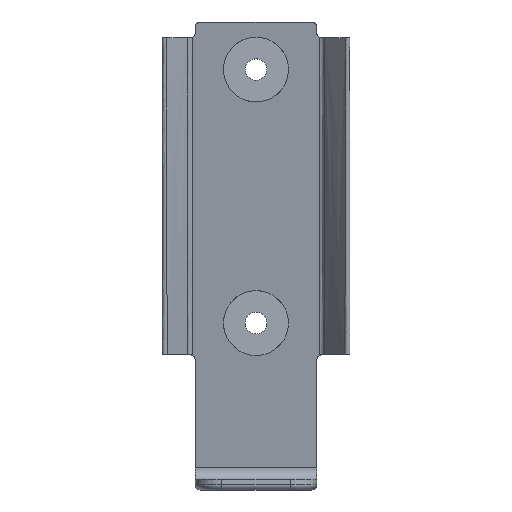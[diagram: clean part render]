
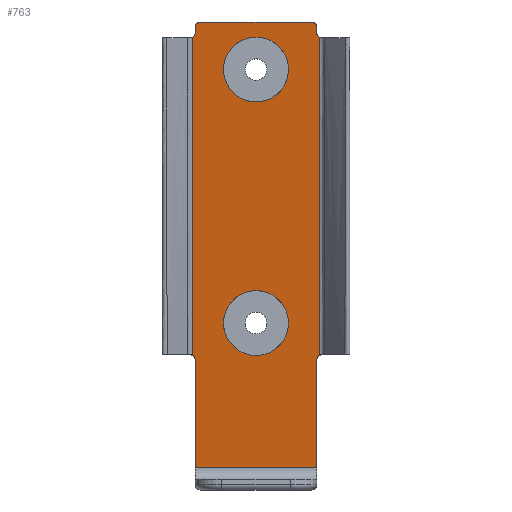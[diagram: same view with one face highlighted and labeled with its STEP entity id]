
A CAD part, top view. The second image highlights one B-rep face of the part: STEP entity #763.
In plain terms, the highlighted planar face has unit normal (0, -0.155, 0.988).
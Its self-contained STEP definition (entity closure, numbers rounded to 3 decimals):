
#26=B_SPLINE_CURVE_WITH_KNOTS('',3,(#1284,#1285,#1286,#1287),
 .UNSPECIFIED.,.F.,.F.,(4,4),(-6.099,0.002),
 .UNSPECIFIED.);
#37=B_SPLINE_CURVE_WITH_KNOTS('',3,(#1499,#1500,#1501,#1502),
 .UNSPECIFIED.,.F.,.F.,(4,4),(-6.072,0.028),
 .UNSPECIFIED.);
#55=ELLIPSE('',#813,6.225,6.15);
#56=ELLIPSE('',#815,6.225,6.15);
#57=ELLIPSE('',#826,1.012,1.);
#58=ELLIPSE('',#827,1.012,1.);
#59=ELLIPSE('',#828,1.012,1.);
#60=ELLIPSE('',#829,1.012,1.);
#61=ELLIPSE('',#830,1.012,1.);
#62=ELLIPSE('',#831,1.012,1.);
#73=LINE('',#1513,#125);
#74=LINE('',#1517,#126);
#75=LINE('',#1521,#127);
#76=LINE('',#1526,#128);
#77=LINE('',#1528,#129);
#78=LINE('',#1530,#130);
#125=VECTOR('',#927,10.);
#126=VECTOR('',#930,10.);
#127=VECTOR('',#933,10.);
#128=VECTOR('',#938,10.);
#129=VECTOR('',#939,10.);
#130=VECTOR('',#940,10.);
#185=FACE_BOUND('',#248,.T.);
#186=FACE_BOUND('',#249,.T.);
#201=FACE_OUTER_BOUND('',#247,.T.);
#247=EDGE_LOOP('',(#555,#556,#557,#558,#559,#560,#561,#562,#563,#564,#565,
#566,#567,#568));
#248=EDGE_LOOP('',(#569));
#249=EDGE_LOOP('',(#570));
#311=VERTEX_POINT('',#1080);
#312=VERTEX_POINT('',#1084);
#327=VERTEX_POINT('',#1274);
#328=VERTEX_POINT('',#1283);
#339=VERTEX_POINT('',#1478);
#340=VERTEX_POINT('',#1498);
#341=VERTEX_POINT('',#1510);
#342=VERTEX_POINT('',#1512);
#343=VERTEX_POINT('',#1514);
#344=VERTEX_POINT('',#1516);
#345=VERTEX_POINT('',#1518);
#346=VERTEX_POINT('',#1520);
#347=VERTEX_POINT('',#1523);
#348=VERTEX_POINT('',#1525);
#349=VERTEX_POINT('',#1527);
#350=VERTEX_POINT('',#1529);
#388=EDGE_CURVE('',#311,#311,#55,.T.);
#389=EDGE_CURVE('',#312,#312,#56,.T.);
#409=EDGE_CURVE('',#327,#328,#26,.T.);
#423=EDGE_CURVE('',#339,#340,#37,.T.);
#425=EDGE_CURVE('',#341,#339,#57,.T.);
#426=EDGE_CURVE('',#341,#342,#73,.T.);
#427=EDGE_CURVE('',#343,#342,#58,.T.);
#428=EDGE_CURVE('',#343,#344,#74,.T.);
#429=EDGE_CURVE('',#345,#344,#59,.T.);
#430=EDGE_CURVE('',#345,#346,#75,.T.);
#431=EDGE_CURVE('',#328,#346,#60,.T.);
#432=EDGE_CURVE('',#347,#327,#61,.T.);
#433=EDGE_CURVE('',#347,#348,#76,.T.);
#434=EDGE_CURVE('',#349,#348,#77,.T.);
#435=EDGE_CURVE('',#349,#350,#78,.T.);
#436=EDGE_CURVE('',#340,#350,#62,.T.);
#555=ORIENTED_EDGE('',*,*,#423,.F.);
#556=ORIENTED_EDGE('',*,*,#425,.F.);
#557=ORIENTED_EDGE('',*,*,#426,.T.);
#558=ORIENTED_EDGE('',*,*,#427,.F.);
#559=ORIENTED_EDGE('',*,*,#428,.T.);
#560=ORIENTED_EDGE('',*,*,#429,.F.);
#561=ORIENTED_EDGE('',*,*,#430,.T.);
#562=ORIENTED_EDGE('',*,*,#431,.F.);
#563=ORIENTED_EDGE('',*,*,#409,.F.);
#564=ORIENTED_EDGE('',*,*,#432,.F.);
#565=ORIENTED_EDGE('',*,*,#433,.T.);
#566=ORIENTED_EDGE('',*,*,#434,.F.);
#567=ORIENTED_EDGE('',*,*,#435,.T.);
#568=ORIENTED_EDGE('',*,*,#436,.F.);
#569=ORIENTED_EDGE('',*,*,#388,.T.);
#570=ORIENTED_EDGE('',*,*,#389,.T.);
#737=PLANE('',#825);
#763=ADVANCED_FACE('',(#201,#185,#186),#737,.T.);
#813=AXIS2_PLACEMENT_3D('',#1082,#890,#891);
#815=AXIS2_PLACEMENT_3D('',#1085,#894,#895);
#825=AXIS2_PLACEMENT_3D('',#1509,#923,#924);
#826=AXIS2_PLACEMENT_3D('',#1511,#925,#926);
#827=AXIS2_PLACEMENT_3D('',#1515,#928,#929);
#828=AXIS2_PLACEMENT_3D('',#1519,#931,#932);
#829=AXIS2_PLACEMENT_3D('',#1522,#934,#935);
#830=AXIS2_PLACEMENT_3D('',#1524,#936,#937);
#831=AXIS2_PLACEMENT_3D('',#1531,#941,#942);
#890=DIRECTION('center_axis',(0.,0.155,-0.988));
#891=DIRECTION('ref_axis',(0.,0.988,0.155));
#894=DIRECTION('center_axis',(0.,0.155,-0.988));
#895=DIRECTION('ref_axis',(0.,-0.988,-0.155));
#923=DIRECTION('center_axis',(0.,-0.155,0.988));
#924=DIRECTION('ref_axis',(1.,0.,0.));
#925=DIRECTION('center_axis',(0.,-0.155,0.988));
#926=DIRECTION('ref_axis',(0.,-0.988,-0.155));
#927=DIRECTION('',(0.,0.988,0.155));
#928=DIRECTION('center_axis',(0.,0.155,-0.988));
#929=DIRECTION('ref_axis',(0.,0.988,0.155));
#930=DIRECTION('',(-1.,0.,0.));
#931=DIRECTION('center_axis',(0.,0.155,-0.988));
#932=DIRECTION('ref_axis',(0.,0.988,0.155));
#933=DIRECTION('',(0.,-0.988,-0.155));
#934=DIRECTION('center_axis',(0.,-0.155,0.988));
#935=DIRECTION('ref_axis',(0.,-0.988,-0.155));
#936=DIRECTION('center_axis',(0.,-0.155,0.988));
#937=DIRECTION('ref_axis',(0.,0.988,0.155));
#938=DIRECTION('',(0.,-0.988,-0.155));
#939=DIRECTION('',(-1.,0.,0.));
#940=DIRECTION('',(0.,0.988,0.155));
#941=DIRECTION('center_axis',(0.,-0.155,0.988));
#942=DIRECTION('ref_axis',(0.,0.988,0.155));
#1080=CARTESIAN_POINT('',(-24.15,29.6,9.083));
#1082=CARTESIAN_POINT('Origin',(-18.,29.6,9.083));
#1084=CARTESIAN_POINT('',(-24.15,77.6,16.592));
#1085=CARTESIAN_POINT('Origin',(-18.,77.6,16.592));
#1274=CARTESIAN_POINT('',(-29.966,23.446,8.12));
#1283=CARTESIAN_POINT('',(-30.021,83.722,17.55));
#1284=CARTESIAN_POINT('Ctrl Pts',(-29.966,23.446,8.12));
#1285=CARTESIAN_POINT('Ctrl Pts',(-29.978,43.538,11.264));
#1286=CARTESIAN_POINT('Ctrl Pts',(-29.995,63.63,14.407));
#1287=CARTESIAN_POINT('Ctrl Pts',(-30.021,83.722,17.55));
#1478=CARTESIAN_POINT('',(-5.979,83.722,17.55));
#1498=CARTESIAN_POINT('',(-6.034,23.446,8.12));
#1499=CARTESIAN_POINT('Ctrl Pts',(-5.979,83.722,17.55));
#1500=CARTESIAN_POINT('Ctrl Pts',(-6.005,63.63,14.407));
#1501=CARTESIAN_POINT('Ctrl Pts',(-6.022,43.538,11.264));
#1502=CARTESIAN_POINT('Ctrl Pts',(-6.034,23.446,8.12));
#1509=CARTESIAN_POINT('Origin',(-18.,43.82,11.308));
#1510=CARTESIAN_POINT('',(-6.5,84.6,17.687));
#1511=CARTESIAN_POINT('Origin',(-5.5,84.6,17.687));
#1512=CARTESIAN_POINT('',(-6.5,85.6,17.844));
#1513=CARTESIAN_POINT('',(-6.5,21.393,7.799));
#1514=CARTESIAN_POINT('',(-7.5,86.6,18.));
#1515=CARTESIAN_POINT('Origin',(-7.5,85.6,17.844));
#1516=CARTESIAN_POINT('',(-28.5,86.6,18.));
#1517=CARTESIAN_POINT('',(-12.25,86.6,18.));
#1518=CARTESIAN_POINT('',(-29.5,85.6,17.844));
#1519=CARTESIAN_POINT('Origin',(-28.5,85.6,17.844));
#1520=CARTESIAN_POINT('',(-29.5,84.6,17.687));
#1521=CARTESIAN_POINT('',(-29.5,86.6,18.));
#1522=CARTESIAN_POINT('Origin',(-30.5,84.6,17.687));
#1523=CARTESIAN_POINT('',(-29.5,22.6,7.988));
#1524=CARTESIAN_POINT('Origin',(-30.5,22.6,7.988));
#1525=CARTESIAN_POINT('',(-29.5,2.309,4.814));
#1526=CARTESIAN_POINT('',(-29.5,86.6,18.));
#1527=CARTESIAN_POINT('',(-6.5,2.309,4.814));
#1528=CARTESIAN_POINT('',(-12.25,2.309,4.814));
#1529=CARTESIAN_POINT('',(-6.5,22.6,7.988));
#1530=CARTESIAN_POINT('',(-6.5,21.393,7.799));
#1531=CARTESIAN_POINT('Origin',(-5.5,22.6,7.988));
